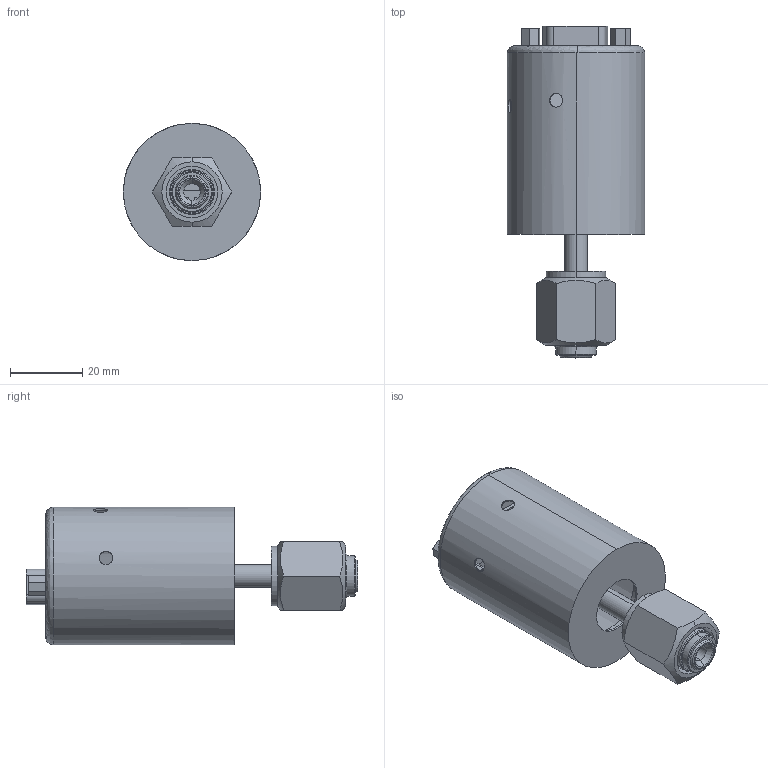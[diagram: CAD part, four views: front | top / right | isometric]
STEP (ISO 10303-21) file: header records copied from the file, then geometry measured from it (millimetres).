
FILE_DESCRIPTION (( 'STEP AP203' ), '1' );
FILE_NAME ('JOINED-S0730D4D9_1.STEP', '2022-01-31T12:54:36', ( '' ), ( '' ), 'SwSTEP 2.0', 'SolidWorks 2018', '' );
FILE_SCHEMA (( 'CONFIG_CONTROL_DESIGN' ));
Length unit declared in the file: inch
Products named in the file (1): JOINED-S0730D4D9_1
Bounding box: 38.1 x 92.13 x 38.1 mm (x, y, z)
Volume: 11639.6 mm3; surface area: 22120.3 mm2
Topology: 3 solids, 5 shells, 235 faces, 540 edges, 350 vertices
Faces by surface type: cylinder 110, plane 91, cone 26, bspline 8
Entity records: 7433 total; most frequent: CARTESIAN_POINT 1878, DIRECTION 1206, ORIENTED_EDGE 1072, EDGE_CURVE 536, AXIS2_PLACEMENT_3D 480, VERTEX_POINT 350, EDGE_LOOP 290, CIRCLE 252
